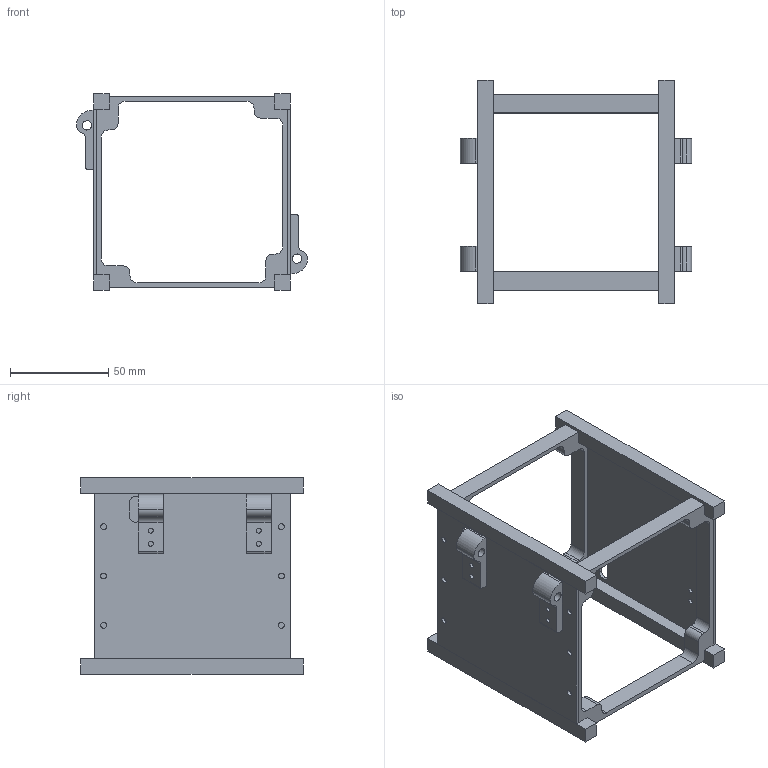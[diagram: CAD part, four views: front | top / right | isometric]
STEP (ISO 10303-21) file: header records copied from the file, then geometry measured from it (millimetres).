
FILE_DESCRIPTION(/* description */ (''),/* implementation_level */ '2;1');
FILE_NAME(/* name */ 'Cubesat Structure V4.step',/* time_stamp */ '2017-01-01T15:41:17-08:00',/* author */ (''),/* organization */ (''),/* preprocessor_version */ 'ST-DEVELOPER v16.5',/* originating_system */ 'Autodesk Translation Framework v5.2.0.2920',/* authorisation */ '');
FILE_SCHEMA (('AUTOMOTIVE_DESIGN { 1 0 10303 214 3 1 1 }'));
Length unit declared in the file: millimetre
Products named in the file (7): Cubesat Structure 1  v1_Waterjet component v7; Adjusted Frame; FacePlate; Attachment Bracket v2; 5/16 main rail; Adjusted Frame_1; Component3
Assembly tree (14 placements, depth 3):
  Cubesat Structure 1  v1_Waterjet component v7
    Adjusted Frame
      Component3
    FacePlate  x2
    Attachment Bracket v2  x4
    5/16 main rail  x4
    Adjusted Frame_1
      Component3
Bounding box: 117.78 x 113.5 x 100.2 mm (x, y, z)
Volume: 85744.6 mm3; surface area: 74434.1 mm2
Topology: 12 solids, 12 shells, 196 faces, 524 edges, 352 vertices
Faces by surface type: plane 120, cylinder 76
Full cylindrical faces by diameter (mm): 2.5 x16, 3 x12
Entity records: 3920 total; most frequent: DIRECTION 666, CARTESIAN_POINT 655, ORIENTED_EDGE 612, EDGE_CURVE 306, AXIS2_PLACEMENT_3D 223, LINE 220, VECTOR 220, VERTEX_POINT 212
